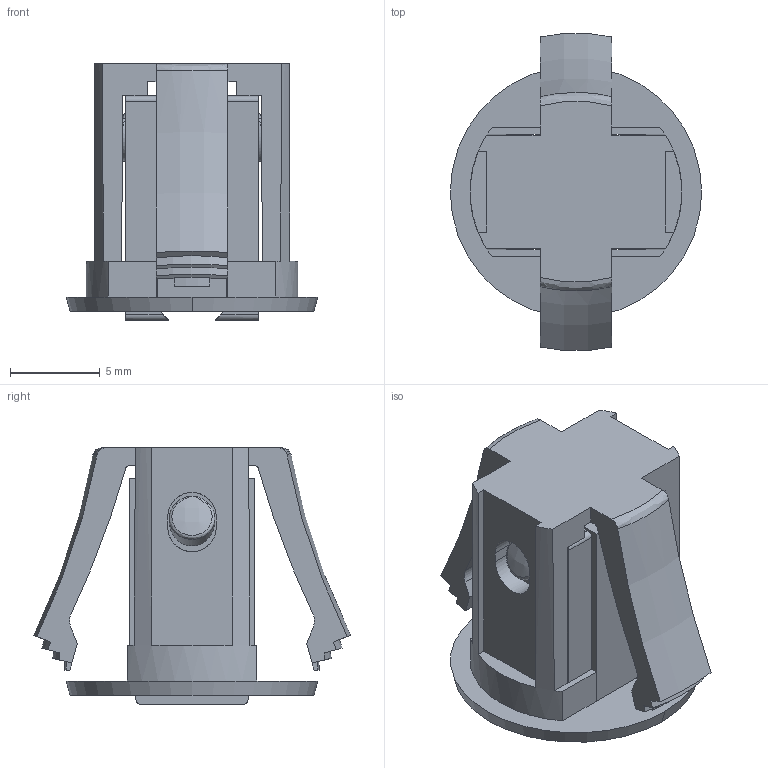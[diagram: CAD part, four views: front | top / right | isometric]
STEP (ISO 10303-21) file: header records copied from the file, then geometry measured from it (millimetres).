
FILE_DESCRIPTION (( 'STEP AP203' ), '1' );
FILE_NAME ('C-935.STEP', '2023-12-08T00:37:09', ( '' ), ( '' ), 'SwSTEP 2.0', 'SolidWorks 2021', '' );
FILE_SCHEMA (( 'CONFIG_CONTROL_DESIGN' ));
Length unit declared in the file: millimetre
Products named in the file (1): C-935
Bounding box: 14 x 17.65 x 14.3 mm (x, y, z)
Volume: 1110.1 mm3; surface area: 1557.8 mm2
Topology: 1 solids, 3 shells, 153 faces, 423 edges, 269 vertices
Faces by surface type: plane 86, cylinder 37, bspline 26, cone 4
Entity records: 5509 total; most frequent: CARTESIAN_POINT 1782, ORIENTED_EDGE 834, DIRECTION 673, EDGE_CURVE 417, VERTEX_POINT 269, LINE 259, VECTOR 259, AXIS2_PLACEMENT_3D 207
